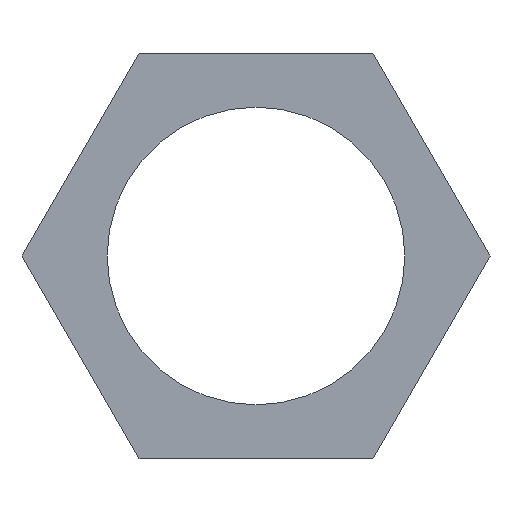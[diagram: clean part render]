
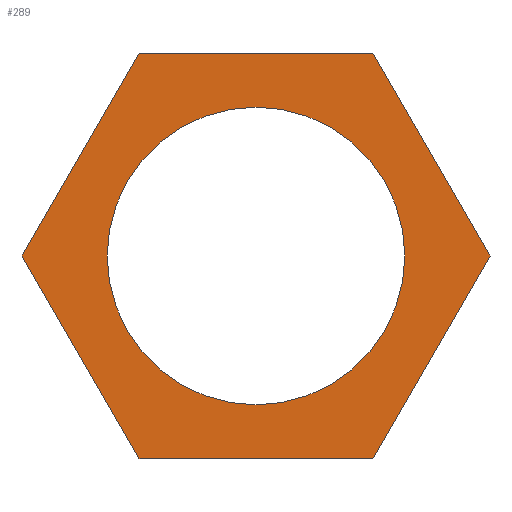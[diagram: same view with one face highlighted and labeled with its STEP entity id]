
A CAD part, front view. The second image highlights one B-rep face of the part: STEP entity #289.
In plain terms, the highlighted planar face has unit normal (0, -1, 0).
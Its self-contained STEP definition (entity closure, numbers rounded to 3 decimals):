
#1 = EDGE_CURVE ( 'NONE', #46, #80, #88, .T. ) ;
#2 = ORIENTED_EDGE ( 'NONE', *, *, #315, .F. ) ;
#4 = VECTOR ( 'NONE', #161, 1000. ) ;
#13 = CARTESIAN_POINT ( 'NONE',  ( 9.238, -3.25, -16. ) ) ;
#16 = EDGE_CURVE ( 'NONE', #80, #276, #290, .T. ) ;
#21 = VECTOR ( 'NONE', #287, 1000. ) ;
#26 = EDGE_CURVE ( 'NONE', #276, #296, #40, .T. ) ;
#33 = PLANE ( 'NONE',  #85 ) ;
#40 = LINE ( 'NONE', #67, #77 ) ;
#46 = VERTEX_POINT ( 'NONE', #215 ) ;
#50 = CARTESIAN_POINT ( 'NONE',  ( -9.238, -3.25, 16. ) ) ;
#51 = EDGE_LOOP ( 'NONE', ( #52, #197 ) ) ;
#52 = ORIENTED_EDGE ( 'NONE', *, *, #132, .T. ) ;
#53 = ORIENTED_EDGE ( 'NONE', *, *, #16, .F. ) ;
#59 = CARTESIAN_POINT ( 'NONE',  ( 0., -3.25, 0. ) ) ;
#60 = CARTESIAN_POINT ( 'NONE',  ( -18.475, -3.25, 0. ) ) ;
#64 = VECTOR ( 'NONE', #101, 1000. ) ;
#66 = CARTESIAN_POINT ( 'NONE',  ( 9.238, -3.25, 16. ) ) ;
#67 = CARTESIAN_POINT ( 'NONE',  ( -9.238, -3.25, -16. ) ) ;
#68 = EDGE_CURVE ( 'NONE', #300, #46, #257, .T. ) ;
#77 = VECTOR ( 'NONE', #165, 1000. ) ;
#78 = DIRECTION ( 'NONE',  ( 0., 1., 0. ) ) ;
#80 = VERTEX_POINT ( 'NONE', #261 ) ;
#85 = AXIS2_PLACEMENT_3D ( 'NONE', #118, #78, #239 ) ;
#88 = LINE ( 'NONE', #280, #172 ) ;
#101 = DIRECTION ( 'NONE',  ( 0.5, 0., 0.866 ) ) ;
#103 = CARTESIAN_POINT ( 'NONE',  ( 0., -3.25, 11.75 ) ) ;
#105 = FACE_BOUND ( 'NONE', #51, .T. ) ;
#107 = AXIS2_PLACEMENT_3D ( 'NONE', #233, #110, #137 ) ;
#110 = DIRECTION ( 'NONE',  ( 0., 1., 0. ) ) ;
#117 = VECTOR ( 'NONE', #176, 1000. ) ;
#118 = CARTESIAN_POINT ( 'NONE',  ( 0., -3.25, 0. ) ) ;
#132 = EDGE_CURVE ( 'NONE', #192, #264, #263, .T. ) ;
#137 = DIRECTION ( 'NONE',  ( 0., 0., 1. ) ) ;
#140 = ORIENTED_EDGE ( 'NONE', *, *, #1, .F. ) ;
#144 = LINE ( 'NONE', #173, #117 ) ;
#158 = CARTESIAN_POINT ( 'NONE',  ( 0., -3.25, -11.75 ) ) ;
#161 = DIRECTION ( 'NONE',  ( 0.5, 0., -0.866 ) ) ;
#165 = DIRECTION ( 'NONE',  ( -0.5, 0., 0.866 ) ) ;
#172 = VECTOR ( 'NONE', #190, 1000. ) ;
#173 = CARTESIAN_POINT ( 'NONE',  ( -9.238, -3.25, 16. ) ) ;
#175 = VERTEX_POINT ( 'NONE', #50 ) ;
#176 = DIRECTION ( 'NONE',  ( 1., 0., 0. ) ) ;
#177 = LINE ( 'NONE', #60, #64 ) ;
#179 = CIRCLE ( 'NONE', #231, 11.75 ) ;
#180 = CARTESIAN_POINT ( 'NONE',  ( 9.238, -3.25, 16. ) ) ;
#184 = CARTESIAN_POINT ( 'NONE',  ( -9.238, -3.25, -16. ) ) ;
#190 = DIRECTION ( 'NONE',  ( -0.5, 0., -0.866 ) ) ;
#192 = VERTEX_POINT ( 'NONE', #103 ) ;
#197 = ORIENTED_EDGE ( 'NONE', *, *, #236, .T. ) ;
#209 = FACE_OUTER_BOUND ( 'NONE', #237, .T. ) ;
#215 = CARTESIAN_POINT ( 'NONE',  ( 18.475, -3.25, 0. ) ) ;
#221 = ORIENTED_EDGE ( 'NONE', *, *, #68, .F. ) ;
#226 = EDGE_CURVE ( 'NONE', #296, #175, #177, .T. ) ;
#231 = AXIS2_PLACEMENT_3D ( 'NONE', #59, #254, #278 ) ;
#233 = CARTESIAN_POINT ( 'NONE',  ( 0., -3.25, 0. ) ) ;
#236 = EDGE_CURVE ( 'NONE', #264, #192, #179, .T. ) ;
#237 = EDGE_LOOP ( 'NONE', ( #221, #2, #265, #241, #53, #140 ) ) ;
#239 = DIRECTION ( 'NONE',  ( 0., 0., 1. ) ) ;
#241 = ORIENTED_EDGE ( 'NONE', *, *, #26, .F. ) ;
#254 = DIRECTION ( 'NONE',  ( 0., 1., 0. ) ) ;
#257 = LINE ( 'NONE', #66, #4 ) ;
#261 = CARTESIAN_POINT ( 'NONE',  ( 9.238, -3.25, -16. ) ) ;
#263 = CIRCLE ( 'NONE', #107, 11.75 ) ;
#264 = VERTEX_POINT ( 'NONE', #158 ) ;
#265 = ORIENTED_EDGE ( 'NONE', *, *, #226, .F. ) ;
#276 = VERTEX_POINT ( 'NONE', #184 ) ;
#278 = DIRECTION ( 'NONE',  ( 0., 0., 1. ) ) ;
#280 = CARTESIAN_POINT ( 'NONE',  ( 18.475, -3.25, 0. ) ) ;
#287 = DIRECTION ( 'NONE',  ( -1., 0., 0. ) ) ;
#289 = ADVANCED_FACE ( 'NONE', ( #105, #209 ), #33, .F. ) ;
#290 = LINE ( 'NONE', #13, #21 ) ;
#296 = VERTEX_POINT ( 'NONE', #318 ) ;
#300 = VERTEX_POINT ( 'NONE', #180 ) ;
#315 = EDGE_CURVE ( 'NONE', #175, #300, #144, .T. ) ;
#318 = CARTESIAN_POINT ( 'NONE',  ( -18.475, -3.25, 0. ) ) ;
